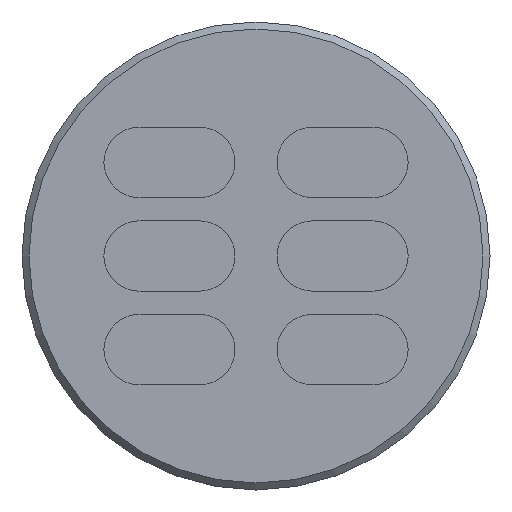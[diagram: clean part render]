
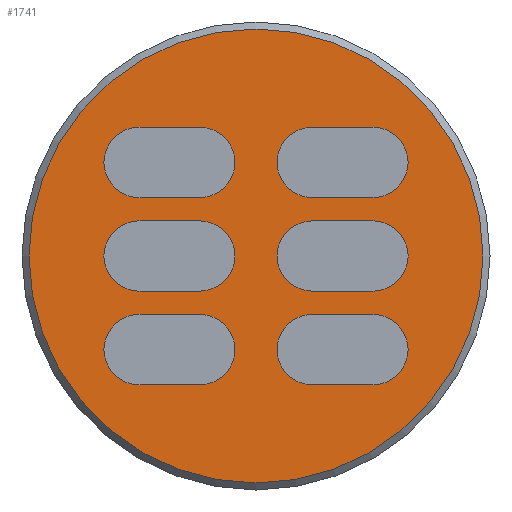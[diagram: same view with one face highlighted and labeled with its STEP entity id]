
A CAD part, front view. The second image highlights one B-rep face of the part: STEP entity #1741.
In plain terms, the highlighted planar face has unit normal (0, -1, 0).
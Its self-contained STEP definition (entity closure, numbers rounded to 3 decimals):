
#17=FACE_BOUND('',#230,.T.);
#18=FACE_BOUND('',#231,.T.);
#19=FACE_BOUND('',#232,.T.);
#20=FACE_BOUND('',#233,.T.);
#21=FACE_BOUND('',#234,.T.);
#22=FACE_BOUND('',#235,.T.);
#43=CIRCLE('',#1812,0.75);
#46=CIRCLE('',#1817,0.75);
#49=CIRCLE('',#1823,0.75);
#50=CIRCLE('',#1826,0.75);
#51=CIRCLE('',#1828,0.75);
#52=CIRCLE('',#1831,0.75);
#55=CIRCLE('',#1838,0.75);
#58=CIRCLE('',#1844,0.75);
#61=CIRCLE('',#1849,0.75);
#62=CIRCLE('',#1851,0.75);
#63=CIRCLE('',#1853,0.75);
#64=CIRCLE('',#1856,0.75);
#70=CIRCLE('',#1881,4.85);
#135=FACE_OUTER_BOUND('',#229,.T.);
#229=EDGE_LOOP('',(#1297));
#230=EDGE_LOOP('',(#1298,#1299,#1300,#1301));
#231=EDGE_LOOP('',(#1302,#1303,#1304,#1305));
#232=EDGE_LOOP('',(#1306,#1307,#1308,#1309));
#233=EDGE_LOOP('',(#1310,#1311,#1312,#1313));
#234=EDGE_LOOP('',(#1314,#1315,#1316,#1317));
#235=EDGE_LOOP('',(#1318,#1319,#1320,#1321));
#309=LINE('',#2481,#503);
#313=LINE('',#2490,#507);
#316=LINE('',#2500,#510);
#319=LINE('',#2508,#513);
#323=LINE('',#2522,#517);
#327=LINE('',#2531,#521);
#338=LINE('',#2571,#532);
#341=LINE('',#2579,#535);
#342=LINE('',#2581,#536);
#343=LINE('',#2583,#537);
#344=LINE('',#2585,#538);
#345=LINE('',#2587,#539);
#503=VECTOR('',#2014,10.);
#507=VECTOR('',#2024,10.);
#510=VECTOR('',#2037,10.);
#513=VECTOR('',#2046,10.);
#517=VECTOR('',#2058,10.);
#521=VECTOR('',#2068,10.);
#532=VECTOR('',#2109,10.);
#535=VECTOR('',#2118,10.);
#536=VECTOR('',#2121,10.);
#537=VECTOR('',#2124,10.);
#538=VECTOR('',#2127,10.);
#539=VECTOR('',#2130,10.);
#682=VERTEX_POINT('',#2448);
#683=VERTEX_POINT('',#2450);
#688=VERTEX_POINT('',#2463);
#689=VERTEX_POINT('',#2465);
#694=VERTEX_POINT('',#2478);
#695=VERTEX_POINT('',#2480);
#696=VERTEX_POINT('',#2484);
#697=VERTEX_POINT('',#2488);
#698=VERTEX_POINT('',#2494);
#699=VERTEX_POINT('',#2496);
#700=VERTEX_POINT('',#2502);
#701=VERTEX_POINT('',#2504);
#706=VERTEX_POINT('',#2519);
#707=VERTEX_POINT('',#2521);
#708=VERTEX_POINT('',#2525);
#709=VERTEX_POINT('',#2529);
#714=VERTEX_POINT('',#2542);
#715=VERTEX_POINT('',#2544);
#720=VERTEX_POINT('',#2557);
#721=VERTEX_POINT('',#2559);
#722=VERTEX_POINT('',#2565);
#723=VERTEX_POINT('',#2567);
#724=VERTEX_POINT('',#2573);
#725=VERTEX_POINT('',#2575);
#767=VERTEX_POINT('',#2696);
#847=EDGE_CURVE('',#682,#683,#43,.F.);
#854=EDGE_CURVE('',#688,#689,#46,.F.);
#861=EDGE_CURVE('',#695,#694,#309,.T.);
#864=EDGE_CURVE('',#696,#694,#49,.F.);
#866=EDGE_CURVE('',#696,#697,#313,.T.);
#867=EDGE_CURVE('',#695,#697,#50,.F.);
#869=EDGE_CURVE('',#698,#699,#51,.F.);
#871=EDGE_CURVE('',#688,#699,#316,.T.);
#873=EDGE_CURVE('',#700,#701,#52,.F.);
#875=EDGE_CURVE('',#682,#701,#319,.T.);
#881=EDGE_CURVE('',#707,#706,#323,.T.);
#884=EDGE_CURVE('',#708,#706,#55,.F.);
#886=EDGE_CURVE('',#708,#709,#327,.T.);
#892=EDGE_CURVE('',#714,#715,#58,.F.);
#899=EDGE_CURVE('',#720,#721,#61,.F.);
#901=EDGE_CURVE('',#707,#709,#62,.F.);
#903=EDGE_CURVE('',#722,#723,#63,.F.);
#905=EDGE_CURVE('',#714,#723,#338,.T.);
#907=EDGE_CURVE('',#724,#725,#64,.F.);
#909=EDGE_CURVE('',#720,#725,#341,.T.);
#910=EDGE_CURVE('',#724,#721,#342,.T.);
#911=EDGE_CURVE('',#700,#683,#343,.T.);
#912=EDGE_CURVE('',#722,#715,#344,.T.);
#913=EDGE_CURVE('',#698,#689,#345,.T.);
#967=EDGE_CURVE('',#767,#767,#70,.T.);
#1297=ORIENTED_EDGE('',*,*,#967,.F.);
#1298=ORIENTED_EDGE('',*,*,#910,.T.);
#1299=ORIENTED_EDGE('',*,*,#899,.F.);
#1300=ORIENTED_EDGE('',*,*,#909,.T.);
#1301=ORIENTED_EDGE('',*,*,#907,.F.);
#1302=ORIENTED_EDGE('',*,*,#875,.T.);
#1303=ORIENTED_EDGE('',*,*,#873,.F.);
#1304=ORIENTED_EDGE('',*,*,#911,.T.);
#1305=ORIENTED_EDGE('',*,*,#847,.F.);
#1306=ORIENTED_EDGE('',*,*,#912,.T.);
#1307=ORIENTED_EDGE('',*,*,#892,.F.);
#1308=ORIENTED_EDGE('',*,*,#905,.T.);
#1309=ORIENTED_EDGE('',*,*,#903,.F.);
#1310=ORIENTED_EDGE('',*,*,#861,.T.);
#1311=ORIENTED_EDGE('',*,*,#864,.F.);
#1312=ORIENTED_EDGE('',*,*,#866,.T.);
#1313=ORIENTED_EDGE('',*,*,#867,.F.);
#1314=ORIENTED_EDGE('',*,*,#913,.T.);
#1315=ORIENTED_EDGE('',*,*,#854,.F.);
#1316=ORIENTED_EDGE('',*,*,#871,.T.);
#1317=ORIENTED_EDGE('',*,*,#869,.F.);
#1318=ORIENTED_EDGE('',*,*,#886,.T.);
#1319=ORIENTED_EDGE('',*,*,#901,.F.);
#1320=ORIENTED_EDGE('',*,*,#881,.T.);
#1321=ORIENTED_EDGE('',*,*,#884,.F.);
#1559=PLANE('',#1882);
#1741=ADVANCED_FACE('',(#135,#17,#18,#19,#20,#21,#22),#1559,.T.);
#1812=AXIS2_PLACEMENT_3D('',#2451,#1986,#1987);
#1817=AXIS2_PLACEMENT_3D('',#2466,#2000,#2001);
#1823=AXIS2_PLACEMENT_3D('',#2486,#2019,#2020);
#1826=AXIS2_PLACEMENT_3D('',#2492,#2027,#2028);
#1828=AXIS2_PLACEMENT_3D('',#2497,#2032,#2033);
#1831=AXIS2_PLACEMENT_3D('',#2505,#2041,#2042);
#1838=AXIS2_PLACEMENT_3D('',#2527,#2063,#2064);
#1844=AXIS2_PLACEMENT_3D('',#2545,#2080,#2081);
#1849=AXIS2_PLACEMENT_3D('',#2560,#2094,#2095);
#1851=AXIS2_PLACEMENT_3D('',#2563,#2099,#2100);
#1853=AXIS2_PLACEMENT_3D('',#2568,#2104,#2105);
#1856=AXIS2_PLACEMENT_3D('',#2576,#2113,#2114);
#1881=AXIS2_PLACEMENT_3D('',#2697,#2217,#2218);
#1882=AXIS2_PLACEMENT_3D('',#2699,#2220,#2221);
#1986=DIRECTION('center_axis',(0.,1.,0.));
#1987=DIRECTION('ref_axis',(0.707,0.,-0.707));
#2000=DIRECTION('center_axis',(0.,1.,0.));
#2001=DIRECTION('ref_axis',(0.707,0.,-0.707));
#2014=DIRECTION('',(1.,0.,0.));
#2019=DIRECTION('center_axis',(0.,1.,0.));
#2020=DIRECTION('ref_axis',(0.707,0.,-0.707));
#2024=DIRECTION('',(-1.,0.,0.));
#2027=DIRECTION('center_axis',(0.,1.,0.));
#2028=DIRECTION('ref_axis',(-0.707,0.,0.707));
#2032=DIRECTION('center_axis',(0.,1.,0.));
#2033=DIRECTION('ref_axis',(-0.707,0.,0.707));
#2037=DIRECTION('',(-1.,0.,0.));
#2041=DIRECTION('center_axis',(0.,1.,0.));
#2042=DIRECTION('ref_axis',(-0.707,0.,0.707));
#2046=DIRECTION('',(-1.,0.,0.));
#2058=DIRECTION('',(1.,0.,0.));
#2063=DIRECTION('center_axis',(0.,1.,0.));
#2064=DIRECTION('ref_axis',(0.707,0.,-0.707));
#2068=DIRECTION('',(-1.,0.,0.));
#2080=DIRECTION('center_axis',(0.,1.,0.));
#2081=DIRECTION('ref_axis',(0.707,0.,-0.707));
#2094=DIRECTION('center_axis',(0.,1.,0.));
#2095=DIRECTION('ref_axis',(0.707,0.,-0.707));
#2099=DIRECTION('center_axis',(0.,1.,0.));
#2100=DIRECTION('ref_axis',(-0.707,0.,0.707));
#2104=DIRECTION('center_axis',(0.,1.,0.));
#2105=DIRECTION('ref_axis',(-0.707,0.,0.707));
#2109=DIRECTION('',(-1.,0.,0.));
#2113=DIRECTION('center_axis',(0.,1.,0.));
#2114=DIRECTION('ref_axis',(-0.707,0.,0.707));
#2118=DIRECTION('',(-1.,0.,0.));
#2121=DIRECTION('',(1.,0.,0.));
#2124=DIRECTION('',(1.,0.,0.));
#2127=DIRECTION('',(1.,0.,0.));
#2130=DIRECTION('',(1.,0.,0.));
#2217=DIRECTION('center_axis',(0.,1.,0.));
#2218=DIRECTION('ref_axis',(-1.,0.,0.));
#2220=DIRECTION('center_axis',(0.,-1.,0.));
#2221=DIRECTION('ref_axis',(0.,0.,-1.));
#2448=CARTESIAN_POINT('',(2.5,-1.2,-2.75));
#2450=CARTESIAN_POINT('',(2.5,-1.2,-1.25));
#2451=CARTESIAN_POINT('Origin',(2.5,-1.2,-2.));
#2463=CARTESIAN_POINT('',(2.5,-1.2,-0.75));
#2465=CARTESIAN_POINT('',(2.5,-1.2,0.75));
#2466=CARTESIAN_POINT('Origin',(2.5,-1.2,0.));
#2478=CARTESIAN_POINT('',(2.5,-1.2,2.75));
#2480=CARTESIAN_POINT('',(1.2,-1.2,2.75));
#2481=CARTESIAN_POINT('',(1.625,-1.2,2.75));
#2484=CARTESIAN_POINT('',(2.5,-1.2,1.25));
#2486=CARTESIAN_POINT('Origin',(2.5,-1.2,2.));
#2488=CARTESIAN_POINT('',(1.2,-1.2,1.25));
#2490=CARTESIAN_POINT('',(0.225,-1.2,1.25));
#2492=CARTESIAN_POINT('Origin',(1.2,-1.2,2.));
#2494=CARTESIAN_POINT('',(1.2,-1.2,0.75));
#2496=CARTESIAN_POINT('',(1.2,-1.2,-0.75));
#2497=CARTESIAN_POINT('Origin',(1.2,-1.2,0.));
#2500=CARTESIAN_POINT('',(0.225,-1.2,-0.75));
#2502=CARTESIAN_POINT('',(1.2,-1.2,-1.25));
#2504=CARTESIAN_POINT('',(1.2,-1.2,-2.75));
#2505=CARTESIAN_POINT('Origin',(1.2,-1.2,-2.));
#2508=CARTESIAN_POINT('',(0.225,-1.2,-2.75));
#2519=CARTESIAN_POINT('',(-1.2,-1.2,-1.25));
#2521=CARTESIAN_POINT('',(-2.5,-1.2,-1.25));
#2522=CARTESIAN_POINT('',(-0.225,-1.2,-1.25));
#2525=CARTESIAN_POINT('',(-1.2,-1.2,-2.75));
#2527=CARTESIAN_POINT('Origin',(-1.2,-1.2,-2.));
#2529=CARTESIAN_POINT('',(-2.5,-1.2,-2.75));
#2531=CARTESIAN_POINT('',(-1.625,-1.2,-2.75));
#2542=CARTESIAN_POINT('',(-1.2,-1.2,-0.75));
#2544=CARTESIAN_POINT('',(-1.2,-1.2,0.75));
#2545=CARTESIAN_POINT('Origin',(-1.2,-1.2,0.));
#2557=CARTESIAN_POINT('',(-1.2,-1.2,1.25));
#2559=CARTESIAN_POINT('',(-1.2,-1.2,2.75));
#2560=CARTESIAN_POINT('Origin',(-1.2,-1.2,2.));
#2563=CARTESIAN_POINT('Origin',(-2.5,-1.2,-2.));
#2565=CARTESIAN_POINT('',(-2.5,-1.2,0.75));
#2567=CARTESIAN_POINT('',(-2.5,-1.2,-0.75));
#2568=CARTESIAN_POINT('Origin',(-2.5,-1.2,0.));
#2571=CARTESIAN_POINT('',(-1.625,-1.2,-0.75));
#2573=CARTESIAN_POINT('',(-2.5,-1.2,2.75));
#2575=CARTESIAN_POINT('',(-2.5,-1.2,1.25));
#2576=CARTESIAN_POINT('Origin',(-2.5,-1.2,2.));
#2579=CARTESIAN_POINT('',(-1.625,-1.2,1.25));
#2581=CARTESIAN_POINT('',(-0.225,-1.2,2.75));
#2583=CARTESIAN_POINT('',(1.625,-1.2,-1.25));
#2585=CARTESIAN_POINT('',(-0.225,-1.2,0.75));
#2587=CARTESIAN_POINT('',(1.625,-1.2,0.75));
#2696=CARTESIAN_POINT('',(4.85,-1.2,0.));
#2697=CARTESIAN_POINT('Origin',(0.,-1.2,0.));
#2699=CARTESIAN_POINT('Origin',(0.,-1.2,0.));
